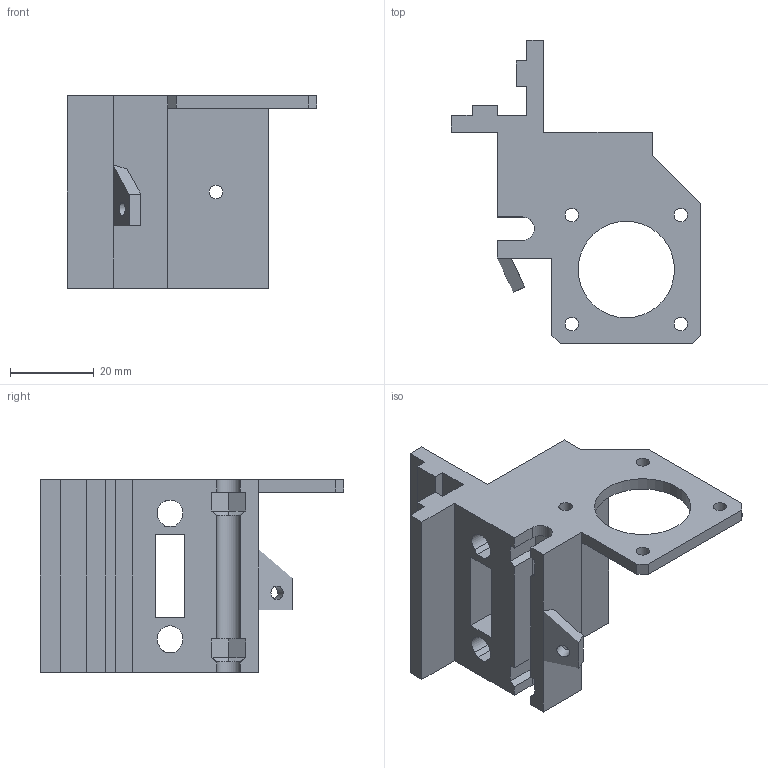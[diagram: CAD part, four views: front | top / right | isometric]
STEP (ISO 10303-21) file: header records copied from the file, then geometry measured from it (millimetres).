
FILE_DESCRIPTION(('FreeCAD Model'),'2;1');
FILE_NAME('x-idler.step', '2015-04-03T16:40:53',('FreeCAD'),('FreeCAD'), 'Open CASCADE STEP processor 6.5','FreeCAD','Unknown');
FILE_SCHEMA(('AUTOMOTIVE_DESIGN_CC2 { 1 2 10303 214 -1 1 5 4 }'));
Length unit declared in the file: millimetre
Products named in the file (1): x-idler
Bounding box: 59.5 x 72.5 x 46 mm (x, y, z)
Volume: 34496.2 mm3; surface area: 18025.4 mm2
Topology: 1 solids, 1 shells, 107 faces, 310 edges, 205 vertices
Faces by surface type: plane 80, cylinder 15, bspline 12
Full cylindrical faces by diameter (mm): 3.2 x9, 23 x1
Entity records: 8826 total; most frequent: CARTESIAN_POINT 2767, DIRECTION 1049, LINE 744, VECTOR 744, ORIENTED_EDGE 620, PCURVE 620, DEFINITIONAL_REPRESENTATION 620, EDGE_CURVE 310
